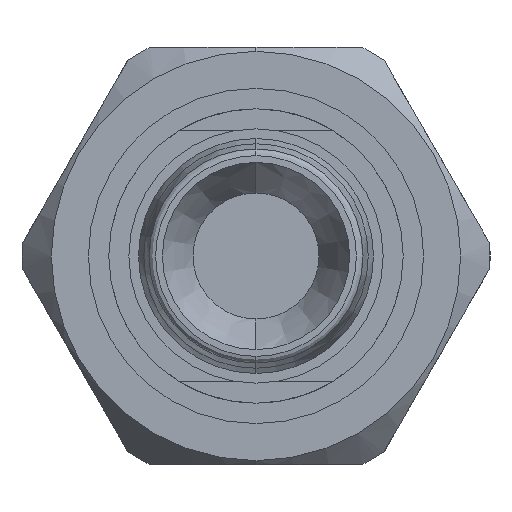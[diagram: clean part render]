
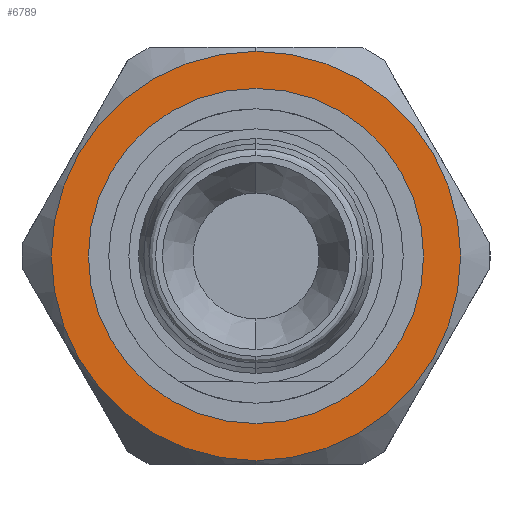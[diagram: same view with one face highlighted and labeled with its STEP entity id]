
A CAD part, left-side view. The second image highlights one B-rep face of the part: STEP entity #6789.
In plain terms, the highlighted face is planar.
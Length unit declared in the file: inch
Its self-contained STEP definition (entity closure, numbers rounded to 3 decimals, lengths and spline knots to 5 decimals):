
#262 = ORIENTED_EDGE ( 'NONE', *, *, #3908, .T. ) ;
#515 = CIRCLE ( 'NONE', #2067, 0.12524 ) ;
#555 = DIRECTION ( 'NONE',  ( -1., 0., 0. ) ) ;
#646 = CIRCLE ( 'NONE', #1455, 0.15293 ) ;
#748 = CARTESIAN_POINT ( 'NONE',  ( 0.34608, 0., 0. ) ) ;
#906 = CIRCLE ( 'NONE', #3411, 0.15293 ) ;
#930 = VERTEX_POINT ( 'NONE', #6548 ) ;
#1029 = CARTESIAN_POINT ( 'NONE',  ( 0.34608, 0., 0.15293 ) ) ;
#1039 = CIRCLE ( 'NONE', #2945, 0.12524 ) ;
#1279 = DIRECTION ( 'NONE',  ( 0., 0., -1. ) ) ;
#1318 = VERTEX_POINT ( 'NONE', #1029 ) ;
#1455 = AXIS2_PLACEMENT_3D ( 'NONE', #3883, #2835, #5044 ) ;
#1501 = VERTEX_POINT ( 'NONE', #6688 ) ;
#1601 = DIRECTION ( 'NONE',  ( 0., 0., 1. ) ) ;
#1741 = CARTESIAN_POINT ( 'NONE',  ( 0.34608, 0., 0. ) ) ;
#1813 = DIRECTION ( 'NONE',  ( -1., 0., 0. ) ) ;
#2053 = AXIS2_PLACEMENT_3D ( 'NONE', #2202, #7383, #1601 ) ;
#2067 = AXIS2_PLACEMENT_3D ( 'NONE', #2870, #1813, #6327 ) ;
#2202 = CARTESIAN_POINT ( 'NONE',  ( 0.34608, 0.1749, 0. ) ) ;
#2591 = EDGE_LOOP ( 'NONE', ( #262, #5741 ) ) ;
#2813 = EDGE_CURVE ( 'NONE', #3521, #930, #1039, .T. ) ;
#2835 = DIRECTION ( 'NONE',  ( 1., 0., 0. ) ) ;
#2870 = CARTESIAN_POINT ( 'NONE',  ( 0.34608, 0., 0. ) ) ;
#2939 = ORIENTED_EDGE ( 'NONE', *, *, #6752, .T. ) ;
#2945 = AXIS2_PLACEMENT_3D ( 'NONE', #1741, #555, #3430 ) ;
#3411 = AXIS2_PLACEMENT_3D ( 'NONE', #748, #4115, #1279 ) ;
#3430 = DIRECTION ( 'NONE',  ( 0., 0., 1. ) ) ;
#3521 = VERTEX_POINT ( 'NONE', #6184 ) ;
#3883 = CARTESIAN_POINT ( 'NONE',  ( 0.34608, 0., 0. ) ) ;
#3908 = EDGE_CURVE ( 'NONE', #930, #3521, #515, .T. ) ;
#3952 = PLANE ( 'NONE',  #2053 ) ;
#4115 = DIRECTION ( 'NONE',  ( 1., 0., 0. ) ) ;
#4118 = EDGE_LOOP ( 'NONE', ( #2939, #4373 ) ) ;
#4373 = ORIENTED_EDGE ( 'NONE', *, *, #5732, .T. ) ;
#4560 = FACE_BOUND ( 'NONE', #2591, .T. ) ;
#5044 = DIRECTION ( 'NONE',  ( 0., 0., -1. ) ) ;
#5732 = EDGE_CURVE ( 'NONE', #1318, #1501, #906, .T. ) ;
#5741 = ORIENTED_EDGE ( 'NONE', *, *, #2813, .T. ) ;
#6184 = CARTESIAN_POINT ( 'NONE',  ( 0.34608, 0., -0.12524 ) ) ;
#6251 = FACE_OUTER_BOUND ( 'NONE', #4118, .T. ) ;
#6327 = DIRECTION ( 'NONE',  ( 0., 0., 1. ) ) ;
#6548 = CARTESIAN_POINT ( 'NONE',  ( 0.34608, 0., 0.12524 ) ) ;
#6688 = CARTESIAN_POINT ( 'NONE',  ( 0.34608, 0., -0.15293 ) ) ;
#6752 = EDGE_CURVE ( 'NONE', #1501, #1318, #646, .T. ) ;
#6789 = ADVANCED_FACE ( 'NONE', ( #4560, #6251 ), #3952, .F. ) ;
#7383 = DIRECTION ( 'NONE',  ( -1., 0., 0. ) ) ;
